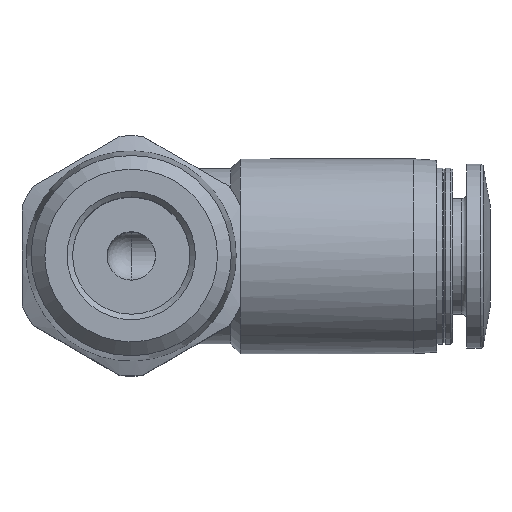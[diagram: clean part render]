
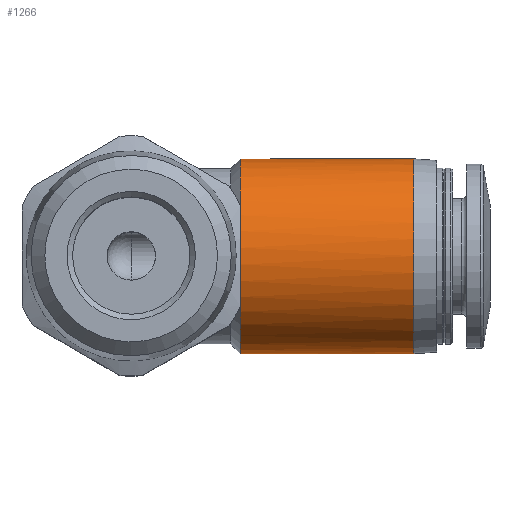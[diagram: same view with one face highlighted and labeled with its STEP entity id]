
A CAD part, top view. The second image highlights one B-rep face of the part: STEP entity #1266.
In plain terms, the highlighted cylindrical face has radius 6.25 mm (diameter 12.5 mm), a full revolution.
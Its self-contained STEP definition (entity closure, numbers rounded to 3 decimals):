
#270=ORIENTED_EDGE('',*,*,#432,.F.);
#271=ORIENTED_EDGE('',*,*,#433,.T.);
#272=ORIENTED_EDGE('',*,*,#434,.T.);
#273=ORIENTED_EDGE('',*,*,#372,.T.);
#372=EDGE_CURVE('',#481,#482,#556,.T.);
#432=EDGE_CURVE('',#520,#520,#584,.T.);
#433=EDGE_CURVE('',#482,#521,#585,.T.);
#434=EDGE_CURVE('',#521,#481,#586,.T.);
#481=VERTEX_POINT('',#1729);
#482=VERTEX_POINT('',#1730);
#520=VERTEX_POINT('',#1920);
#521=VERTEX_POINT('',#1922);
#556=CIRCLE('',#1316,6.25);
#584=CIRCLE('',#1370,6.25);
#585=CIRCLE('',#1371,6.25);
#586=CIRCLE('',#1372,6.25);
#645=EDGE_LOOP('',(#270));
#646=EDGE_LOOP('',(#271,#272,#273));
#735=FACE_BOUND('',#645,.T.);
#736=FACE_BOUND('',#646,.T.);
#798=CYLINDRICAL_SURFACE('',#1369,6.25);
#1266=ADVANCED_FACE('',(#735,#736),#798,.T.);
#1316=AXIS2_PLACEMENT_3D('',#1728,#1456,#1457);
#1369=AXIS2_PLACEMENT_3D('',#1918,#1574,#1575);
#1370=AXIS2_PLACEMENT_3D('',#1919,#1576,#1577);
#1371=AXIS2_PLACEMENT_3D('',#1921,#1578,#1579);
#1372=AXIS2_PLACEMENT_3D('',#1923,#1580,#1581);
#1456=DIRECTION('',(1.,0.,0.));
#1457=DIRECTION('',(0.,0.,-1.));
#1574=DIRECTION('',(1.,0.,0.));
#1575=DIRECTION('',(0.,0.,-1.));
#1576=DIRECTION('',(1.,0.,0.));
#1577=DIRECTION('',(0.,0.,-1.));
#1578=DIRECTION('',(1.,0.,0.));
#1579=DIRECTION('',(0.,0.,-1.));
#1580=DIRECTION('',(1.,0.,0.));
#1581=DIRECTION('',(0.,0.,-1.));
#1728=CARTESIAN_POINT('',(7.,0.,-15.));
#1729=CARTESIAN_POINT('',(7.,0.75,-21.205));
#1730=CARTESIAN_POINT('',(7.,-0.75,-21.205));
#1918=CARTESIAN_POINT('',(23.,0.,-15.));
#1919=CARTESIAN_POINT('',(18.1,0.,-15.));
#1920=CARTESIAN_POINT('',(18.1,0.,-21.25));
#1921=CARTESIAN_POINT('',(7.,0.,-15.));
#1922=CARTESIAN_POINT('',(7.,0.,-21.25));
#1923=CARTESIAN_POINT('',(7.,0.,-15.));
